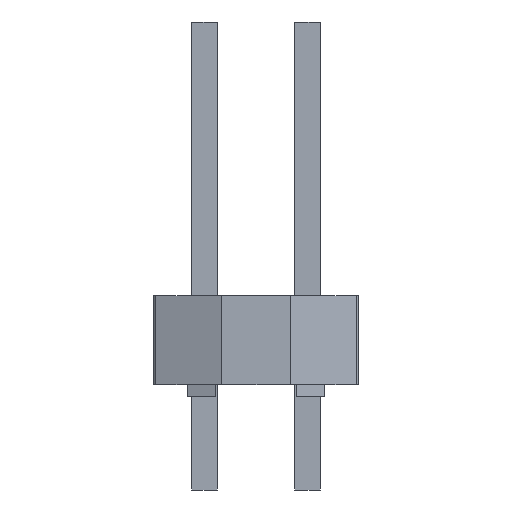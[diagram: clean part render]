
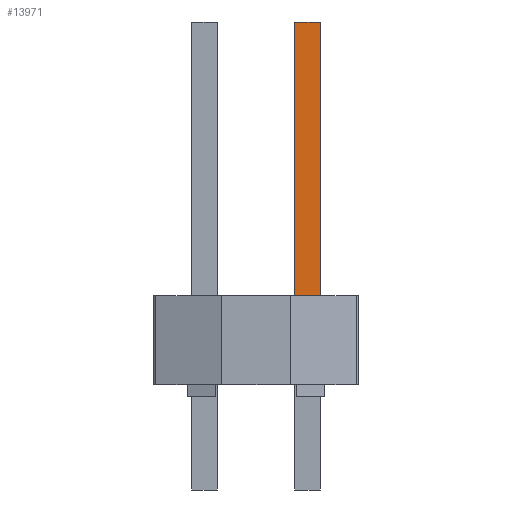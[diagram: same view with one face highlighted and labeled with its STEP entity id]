
A CAD part, left-side view. The second image highlights one B-rep face of the part: STEP entity #13971.
In plain terms, the highlighted planar face has unit normal (-1, 0, 0).
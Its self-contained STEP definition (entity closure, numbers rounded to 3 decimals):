
#3267=DIRECTION('',(0.,-1.,0.));
#3268=VECTOR('',#3267,0.635);
#3269=CARTESIAN_POINT('',(-11.748,-0.953,2.5));
#3270=LINE('',#3269,#3268);
#4506=DIRECTION('',(0.,0.,1.));
#4507=VECTOR('',#4506,6.75);
#4508=CARTESIAN_POINT('',(-11.748,-1.588,2.5));
#4509=LINE('',#4508,#4507);
#4513=DIRECTION('',(0.,0.,1.));
#4514=VECTOR('',#4513,6.75);
#4515=CARTESIAN_POINT('',(-11.748,-0.953,2.5));
#4516=LINE('',#4515,#4514);
#4541=DIRECTION('',(0.,-1.,0.));
#4542=VECTOR('',#4541,0.635);
#4543=CARTESIAN_POINT('',(-11.748,-0.953,9.25));
#4544=LINE('',#4543,#4542);
#10354=CARTESIAN_POINT('',(-11.748,-1.588,9.25));
#10356=VERTEX_POINT('',#10354);
#10360=CARTESIAN_POINT('',(-11.748,-0.953,9.25));
#10361=VERTEX_POINT('',#10360);
#10370=CARTESIAN_POINT('',(-11.748,-1.588,2.5));
#10372=VERTEX_POINT('',#10370);
#10376=CARTESIAN_POINT('',(-11.748,-0.953,2.5));
#10377=VERTEX_POINT('',#10376);
#13958=CARTESIAN_POINT('',(-11.748,-0.953,2.5));
#13959=DIRECTION('',(-1.,0.,0.));
#13960=DIRECTION('',(0.,-1.,0.));
#13961=AXIS2_PLACEMENT_3D('',#13958,#13959,#13960);
#13962=PLANE('',#13961);
#13963=ORIENTED_EDGE('',*,*,#11751,.F.);
#13965=ORIENTED_EDGE('',*,*,#13964,.T.);
#13967=ORIENTED_EDGE('',*,*,#13966,.T.);
#13968=ORIENTED_EDGE('',*,*,#13937,.F.);
#13969=EDGE_LOOP('',(#13963,#13965,#13967,#13968));
#13970=FACE_OUTER_BOUND('',#13969,.F.);
#13971=ADVANCED_FACE('',(#13970),#13962,.T.);
#11751=EDGE_CURVE('',#10377,#10372,#3270,.T.);
#13937=EDGE_CURVE('',#10372,#10356,#4509,.T.);
#13964=EDGE_CURVE('',#10377,#10361,#4516,.T.);
#13966=EDGE_CURVE('',#10361,#10356,#4544,.T.);
